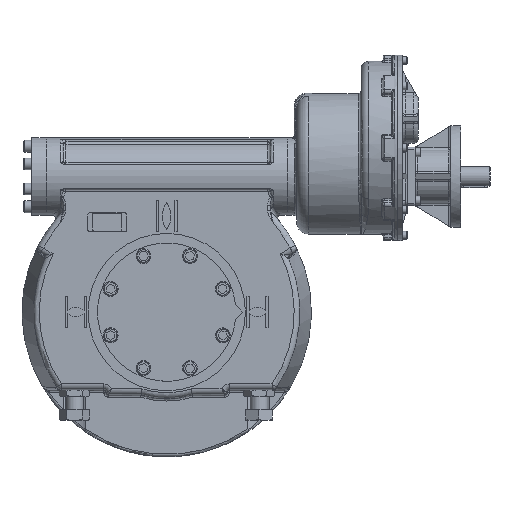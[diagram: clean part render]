
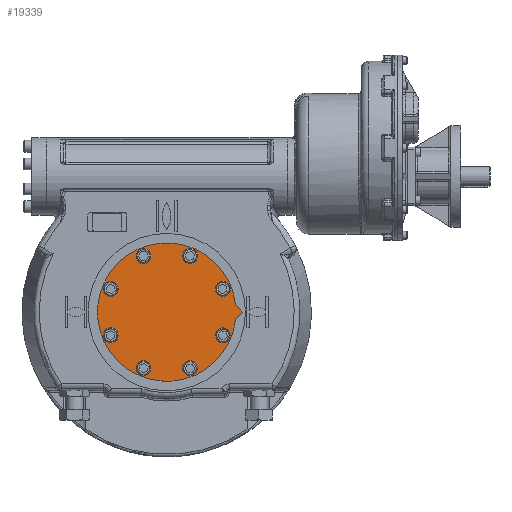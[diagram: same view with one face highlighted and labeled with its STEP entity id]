
A CAD part, top view. The second image highlights one B-rep face of the part: STEP entity #19339.
In plain terms, the highlighted planar face has unit normal (0, 0, 1).
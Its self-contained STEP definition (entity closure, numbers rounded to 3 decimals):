
#1258=LINE('',#51557,#2451);
#1261=LINE('',#51563,#2454);
#2451=VECTOR('',#27318,1000.);
#2454=VECTOR('',#27323,1000.);
#3893=CIRCLE('',#22206,142.5);
#3902=CIRCLE('',#22217,10.5);
#3903=CIRCLE('',#22218,10.5);
#3904=CIRCLE('',#22219,10.5);
#3905=CIRCLE('',#22220,10.5);
#3906=CIRCLE('',#22221,10.5);
#3907=CIRCLE('',#22222,10.5);
#3908=CIRCLE('',#22223,10.5);
#3909=CIRCLE('',#22224,10.5);
#9120=ORIENTED_EDGE('',*,*,#12073,.T.);
#9121=ORIENTED_EDGE('',*,*,#12074,.T.);
#9122=ORIENTED_EDGE('',*,*,#12075,.T.);
#9123=ORIENTED_EDGE('',*,*,#12076,.T.);
#9124=ORIENTED_EDGE('',*,*,#12077,.T.);
#9125=ORIENTED_EDGE('',*,*,#12078,.T.);
#9126=ORIENTED_EDGE('',*,*,#12079,.T.);
#9127=ORIENTED_EDGE('',*,*,#12080,.T.);
#9128=ORIENTED_EDGE('',*,*,#12058,.F.);
#9129=ORIENTED_EDGE('',*,*,#12064,.F.);
#9130=ORIENTED_EDGE('',*,*,#12061,.F.);
#12058=EDGE_CURVE('',#13995,#13996,#1258,.T.);
#12061=EDGE_CURVE('',#13996,#13998,#1261,.T.);
#12064=EDGE_CURVE('',#13998,#13995,#3893,.T.);
#12073=EDGE_CURVE('',#14007,#14007,#3902,.T.);
#12074=EDGE_CURVE('',#14008,#14008,#3903,.T.);
#12075=EDGE_CURVE('',#14009,#14009,#3904,.T.);
#12076=EDGE_CURVE('',#14010,#14010,#3905,.T.);
#12077=EDGE_CURVE('',#14011,#14011,#3906,.T.);
#12078=EDGE_CURVE('',#14012,#14012,#3907,.T.);
#12079=EDGE_CURVE('',#14013,#14013,#3908,.T.);
#12080=EDGE_CURVE('',#14014,#14014,#3909,.T.);
#13995=VERTEX_POINT('',#51556);
#13996=VERTEX_POINT('',#51558);
#13998=VERTEX_POINT('',#51564);
#14007=VERTEX_POINT('',#51588);
#14008=VERTEX_POINT('',#51590);
#14009=VERTEX_POINT('',#51592);
#14010=VERTEX_POINT('',#51594);
#14011=VERTEX_POINT('',#51596);
#14012=VERTEX_POINT('',#51598);
#14013=VERTEX_POINT('',#51600);
#14014=VERTEX_POINT('',#51602);
#16172=EDGE_LOOP('',(#9120));
#16173=EDGE_LOOP('',(#9121));
#16174=EDGE_LOOP('',(#9122));
#16175=EDGE_LOOP('',(#9123));
#16176=EDGE_LOOP('',(#9124));
#16177=EDGE_LOOP('',(#9125));
#16178=EDGE_LOOP('',(#9126));
#16179=EDGE_LOOP('',(#9127));
#16180=EDGE_LOOP('',(#9128,#9129,#9130));
#17626=FACE_BOUND('',#16172,.T.);
#17627=FACE_BOUND('',#16173,.T.);
#17628=FACE_BOUND('',#16174,.T.);
#17629=FACE_BOUND('',#16175,.T.);
#17630=FACE_BOUND('',#16176,.T.);
#17631=FACE_BOUND('',#16177,.T.);
#17632=FACE_BOUND('',#16178,.T.);
#17633=FACE_BOUND('',#16179,.T.);
#17634=FACE_BOUND('',#16180,.T.);
#18180=PLANE('',#22216);
#19339=ADVANCED_FACE('',(#17626,#17627,#17628,#17629,#17630,#17631,#17632,
#17633,#17634),#18180,.F.);
#22206=AXIS2_PLACEMENT_3D('',#51568,#27329,#27330);
#22216=AXIS2_PLACEMENT_3D('',#51586,#27349,#27350);
#22217=AXIS2_PLACEMENT_3D('',#51587,#27351,#27352);
#22218=AXIS2_PLACEMENT_3D('',#51589,#27353,#27354);
#22219=AXIS2_PLACEMENT_3D('',#51591,#27355,#27356);
#22220=AXIS2_PLACEMENT_3D('',#51593,#27357,#27358);
#22221=AXIS2_PLACEMENT_3D('',#51595,#27359,#27360);
#22222=AXIS2_PLACEMENT_3D('',#51597,#27361,#27362);
#22223=AXIS2_PLACEMENT_3D('',#51599,#27363,#27364);
#22224=AXIS2_PLACEMENT_3D('',#51601,#27365,#27366);
#27318=DIRECTION('',(0.707,-0.707,0.));
#27323=DIRECTION('',(-0.707,-0.707,0.));
#27329=DIRECTION('',(0.,0.,-1.));
#27330=DIRECTION('',(1.,0.,0.));
#27349=DIRECTION('',(0.,0.,-1.));
#27350=DIRECTION('',(1.,0.,0.));
#27351=DIRECTION('',(0.,0.,-1.));
#27352=DIRECTION('',(0.707,0.707,0.));
#27353=DIRECTION('',(0.,0.,-1.));
#27354=DIRECTION('',(0.,1.,0.));
#27355=DIRECTION('',(0.,0.,-1.));
#27356=DIRECTION('',(-0.707,0.707,0.));
#27357=DIRECTION('',(0.,0.,-1.));
#27358=DIRECTION('',(-1.,0.,0.));
#27359=DIRECTION('',(0.,0.,-1.));
#27360=DIRECTION('',(-0.707,-0.707,0.));
#27361=DIRECTION('',(0.,0.,-1.));
#27362=DIRECTION('',(0.,-1.,0.));
#27363=DIRECTION('',(0.,0.,-1.));
#27364=DIRECTION('',(0.707,-0.707,0.));
#27365=DIRECTION('',(0.,0.,-1.));
#27366=DIRECTION('',(1.,0.,0.));
#51556=CARTESIAN_POINT('',(141.673,15.327,78.));
#51557=CARTESIAN_POINT('',(157.,0.,78.));
#51558=CARTESIAN_POINT('',(157.,0.,78.));
#51563=CARTESIAN_POINT('',(157.,0.,78.));
#51564=CARTESIAN_POINT('',(141.673,-15.327,78.));
#51568=CARTESIAN_POINT('',(0.,0.,78.));
#51586=CARTESIAN_POINT('',(0.,0.,78.));
#51587=CARTESIAN_POINT('',(47.835,115.485,78.));
#51588=CARTESIAN_POINT('',(55.26,122.91,78.));
#51589=CARTESIAN_POINT('',(-47.835,115.485,78.));
#51590=CARTESIAN_POINT('',(-47.835,125.985,78.));
#51591=CARTESIAN_POINT('',(-115.485,47.835,78.));
#51592=CARTESIAN_POINT('',(-122.91,55.26,78.));
#51593=CARTESIAN_POINT('',(-115.485,-47.835,78.));
#51594=CARTESIAN_POINT('',(-125.985,-47.835,78.));
#51595=CARTESIAN_POINT('',(-47.835,-115.485,78.));
#51596=CARTESIAN_POINT('',(-55.26,-122.91,78.));
#51597=CARTESIAN_POINT('',(47.835,-115.485,78.));
#51598=CARTESIAN_POINT('',(47.835,-125.985,78.));
#51599=CARTESIAN_POINT('',(115.485,-47.835,78.));
#51600=CARTESIAN_POINT('',(122.91,-55.26,78.));
#51601=CARTESIAN_POINT('',(115.485,47.835,78.));
#51602=CARTESIAN_POINT('',(125.985,47.835,78.));
